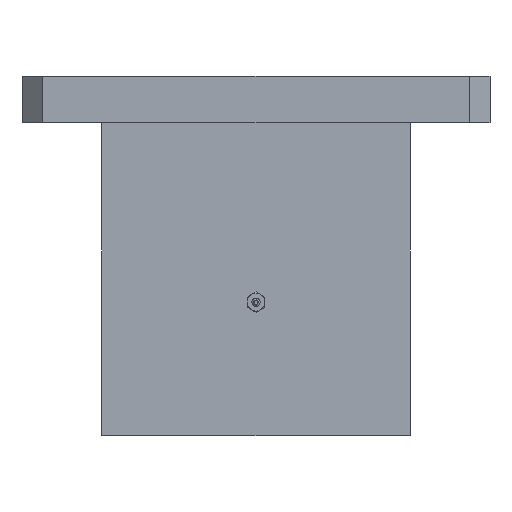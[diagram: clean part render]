
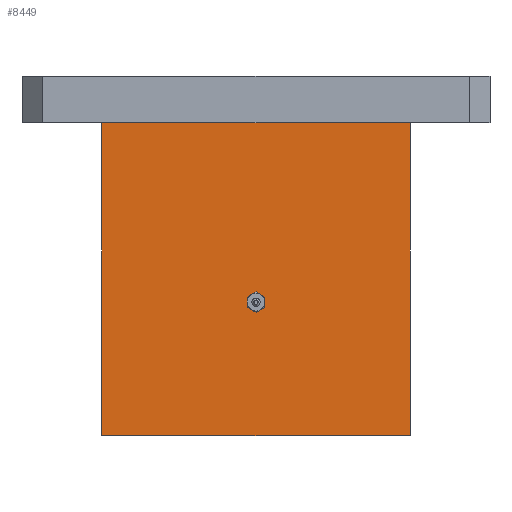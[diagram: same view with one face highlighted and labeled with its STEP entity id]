
A CAD part, front view. The second image highlights one B-rep face of the part: STEP entity #8449.
In plain terms, the highlighted planar face has unit normal (0, -1, 0).
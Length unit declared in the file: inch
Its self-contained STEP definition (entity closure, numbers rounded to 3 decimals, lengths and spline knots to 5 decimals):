
#949 = ORIENTED_EDGE ( 'NONE', *, *, #11948, .T. ) ;
#1496 = CARTESIAN_POINT ( 'NONE',  ( -0.751, -0.376, -0.225 ) ) ;
#3734 = VECTOR ( 'NONE', #10360, 39.37008 ) ;
#3916 = VECTOR ( 'NONE', #9951, 39.37008 ) ;
#4915 = EDGE_CURVE ( 'NONE', #7656, #15673, #5087, .T. ) ;
#5087 = LINE ( 'NONE', #11050, #3916 ) ;
#5117 = CARTESIAN_POINT ( 'NONE',  ( 0.751, -0.376, -1.75 ) ) ;
#5188 = LINE ( 'NONE', #5117, #15215 ) ;
#5566 = DIRECTION ( 'NONE',  ( 0., 0., -1. ) ) ;
#5875 = VERTEX_POINT ( 'NONE', #12128 ) ;
#6785 = EDGE_LOOP ( 'NONE', ( #7295, #949, #13953, #6794 ) ) ;
#6794 = ORIENTED_EDGE ( 'NONE', *, *, #13196, .T. ) ;
#6911 = PLANE ( 'NONE',  #15182 ) ;
#7295 = ORIENTED_EDGE ( 'NONE', *, *, #11027, .T. ) ;
#7635 = VERTEX_POINT ( 'NONE', #8828 ) ;
#7656 = VERTEX_POINT ( 'NONE', #13789 ) ;
#7663 = CARTESIAN_POINT ( 'NONE',  ( -0.751, -0.376, -1.75 ) ) ;
#7892 = LINE ( 'NONE', #14035, #3734 ) ;
#8025 = DIRECTION ( 'NONE',  ( 0., -1., 0. ) ) ;
#8449 = ADVANCED_FACE ( 'NONE', ( #13944 ), #6911, .T. ) ;
#8828 = CARTESIAN_POINT ( 'NONE',  ( 0.751, -0.376, -0.225 ) ) ;
#9951 = DIRECTION ( 'NONE',  ( 0., 0., 1. ) ) ;
#10360 = DIRECTION ( 'NONE',  ( -1., 0., 0. ) ) ;
#11027 = EDGE_CURVE ( 'NONE', #5875, #7635, #5188, .T. ) ;
#11050 = CARTESIAN_POINT ( 'NONE',  ( -0.751, -0.376, -1.75 ) ) ;
#11530 = CARTESIAN_POINT ( 'NONE',  ( -0.751, -0.376, -1.75 ) ) ;
#11948 = EDGE_CURVE ( 'NONE', #7635, #15673, #7892, .T. ) ;
#12128 = CARTESIAN_POINT ( 'NONE',  ( 0.751, -0.376, -1.75 ) ) ;
#12202 = DIRECTION ( 'NONE',  ( 1., 0., 0. ) ) ;
#12362 = DIRECTION ( 'NONE',  ( 0., 0., 1. ) ) ;
#13196 = EDGE_CURVE ( 'NONE', #7656, #5875, #13571, .T. ) ;
#13201 = VECTOR ( 'NONE', #12202, 39.37008 ) ;
#13571 = LINE ( 'NONE', #7663, #13201 ) ;
#13789 = CARTESIAN_POINT ( 'NONE',  ( -0.751, -0.376, -1.75 ) ) ;
#13944 = FACE_OUTER_BOUND ( 'NONE', #6785, .T. ) ;
#13953 = ORIENTED_EDGE ( 'NONE', *, *, #4915, .F. ) ;
#14035 = CARTESIAN_POINT ( 'NONE',  ( 0., -0.376, -0.225 ) ) ;
#15182 = AXIS2_PLACEMENT_3D ( 'NONE', #11530, #8025, #5566 ) ;
#15215 = VECTOR ( 'NONE', #12362, 39.37008 ) ;
#15673 = VERTEX_POINT ( 'NONE', #1496 ) ;
